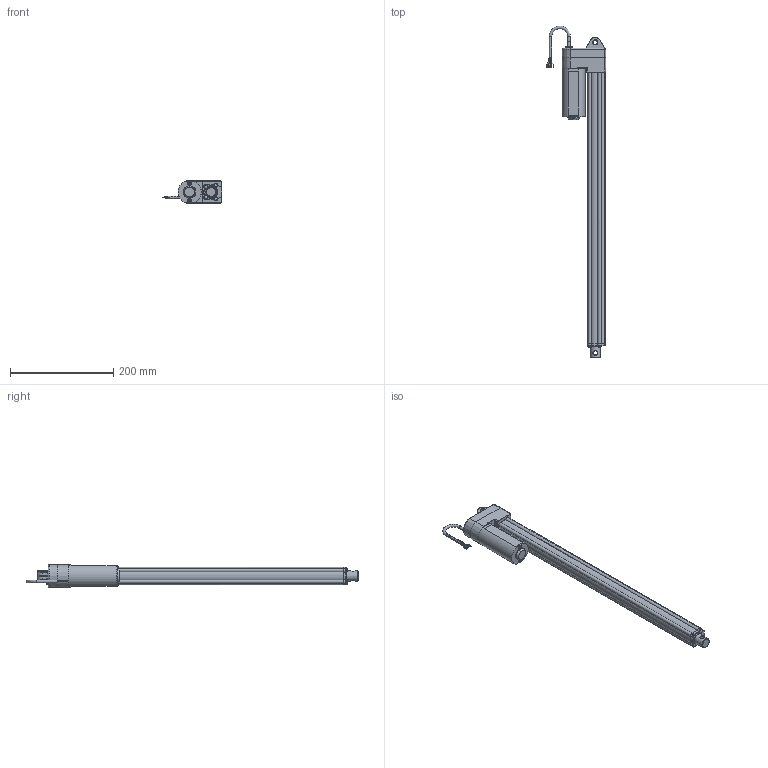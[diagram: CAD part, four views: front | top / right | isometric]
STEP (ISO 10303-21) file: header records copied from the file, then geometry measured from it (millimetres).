
FILE_DESCRIPTION(/* description */ (''),/* implementation_level */ '2;1');
FILE_NAME(/* name */ 'F-SD-H-XXX-12v-18.stp',/* time_stamp */ '2022-12-23T18:54:27+01:00',/* author */ ('PC'),/* organization */ (''),/* preprocessor_version */ 'ST-DEVELOPER v18',/* originating_system */ 'Autodesk Inventor 2020',/* authorisation */ '');
FILE_SCHEMA (('AUTOMOTIVE_DESIGN { 1 0 10303 214 3 1 1 }'));
Length unit declared in the file: inch
Products named in the file (4): Actuator Assembly 18in; Body 18in; Shaft 18in; Cap
Assembly tree (3 placements, depth 2):
  Actuator Assembly 18in
    Body 18in
    Shaft 18in
    Cap
Bounding box: 115.12 x 644.55 x 43.13 mm (x, y, z)
Volume: 787825.3 mm3; surface area: 170944.3 mm2
Topology: 8 solids, 8 shells, 534 faces, 1388 edges, 873 vertices
Faces by surface type: plane 155, cylinder 152, bspline 104, torus 86, cone 25, sphere 12
Full cylindrical faces by diameter (mm): 0.45 x4, 0.6 x2, 1 x4, 4.516 x1, 5.516 x3, 5.918 x2, 7.021 x3, 7.522 x6, 8.2 x2, 13.039 x1, 19.859 x3, 24.072 x1
Entity records: 26740 total; most frequent: CARTESIAN_POINT 13267, ORIENTED_EDGE 2752, DIRECTION 2702, EDGE_CURVE 1376, AXIS2_PLACEMENT_3D 1120, VERTEX_POINT 873, CIRCLE 656, EDGE_LOOP 559
